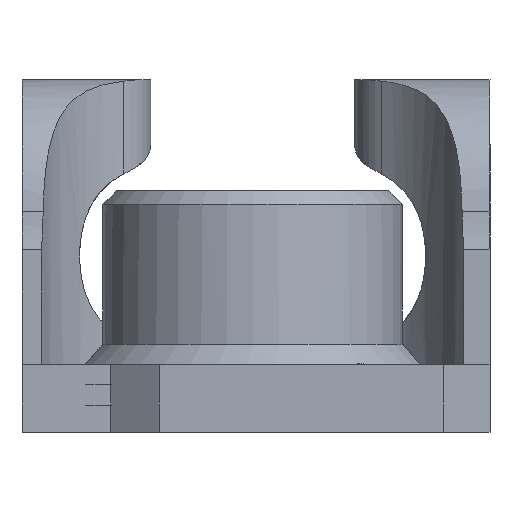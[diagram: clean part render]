
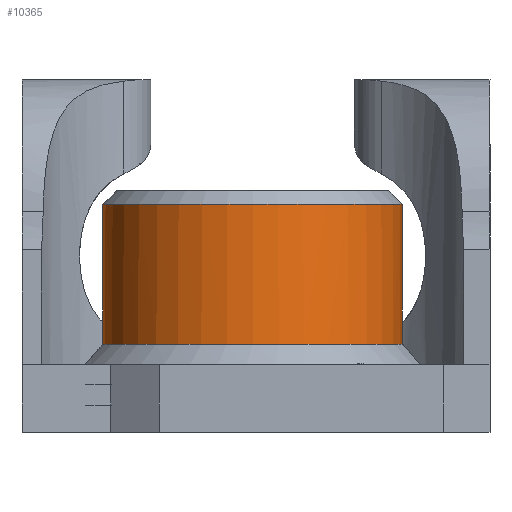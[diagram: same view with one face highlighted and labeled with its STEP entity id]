
A CAD part, left-side view. The second image highlights one B-rep face of the part: STEP entity #10365.
In plain terms, the highlighted cylindrical face has radius 11.05 mm (diameter 22.1 mm), a partial arc.
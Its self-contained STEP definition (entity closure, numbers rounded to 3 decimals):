
#1370=CYLINDRICAL_SURFACE('',#10990,11.05);
#1531=FACE_OUTER_BOUND('',#2125,.T.);
#2125=EDGE_LOOP('',(#7052,#7053,#7054,#7055,#7056,#7057));
#2772=CIRCLE('',#10980,11.05);
#2778=CIRCLE('',#10991,11.05);
#2779=CIRCLE('',#10992,11.05);
#2780=CIRCLE('',#10993,11.05);
#2884=LINE('',#12573,#3564);
#2886=LINE('',#12579,#3566);
#3564=VECTOR('',#11324,10.);
#3566=VECTOR('',#11330,10.);
#4245=VERTEX_POINT('',#12548);
#4248=VERTEX_POINT('',#12553);
#4253=VERTEX_POINT('',#12572);
#4255=VERTEX_POINT('',#12578);
#4256=VERTEX_POINT('',#12580);
#4257=VERTEX_POINT('',#12582);
#5357=EDGE_CURVE('',#4248,#4245,#2772,.T.);
#5366=EDGE_CURVE('',#4245,#4253,#2884,.T.);
#5369=EDGE_CURVE('',#4255,#4248,#2886,.T.);
#5370=EDGE_CURVE('',#4256,#4255,#2778,.T.);
#5371=EDGE_CURVE('',#4257,#4256,#2779,.T.);
#5372=EDGE_CURVE('',#4253,#4257,#2780,.T.);
#7052=ORIENTED_EDGE('',*,*,#5357,.F.);
#7053=ORIENTED_EDGE('',*,*,#5369,.F.);
#7054=ORIENTED_EDGE('',*,*,#5370,.F.);
#7055=ORIENTED_EDGE('',*,*,#5371,.F.);
#7056=ORIENTED_EDGE('',*,*,#5372,.F.);
#7057=ORIENTED_EDGE('',*,*,#5366,.F.);
#10365=ADVANCED_FACE('',(#1531),#1370,.T.);
#10980=AXIS2_PLACEMENT_3D('',#12555,#11302,#11303);
#10990=AXIS2_PLACEMENT_3D('',#12577,#11328,#11329);
#10991=AXIS2_PLACEMENT_3D('',#12581,#11331,#11332);
#10992=AXIS2_PLACEMENT_3D('',#12583,#11333,#11334);
#10993=AXIS2_PLACEMENT_3D('',#12584,#11335,#11336);
#11302=DIRECTION('center_axis',(0.,0.,1.));
#11303=DIRECTION('ref_axis',(-1.,0.,0.));
#11324=DIRECTION('',(0.,0.,-1.));
#11328=DIRECTION('center_axis',(0.,0.,1.));
#11329=DIRECTION('ref_axis',(-1.,0.,0.));
#11330=DIRECTION('',(0.,0.,1.));
#11331=DIRECTION('center_axis',(0.,0.,-1.));
#11332=DIRECTION('ref_axis',(1.,0.,0.));
#11333=DIRECTION('center_axis',(0.,0.,-1.));
#11334=DIRECTION('ref_axis',(-1.,0.,0.));
#11335=DIRECTION('center_axis',(0.,0.,-1.));
#11336=DIRECTION('ref_axis',(1.,0.,0.));
#12548=CARTESIAN_POINT('',(-8.531,-7.386,16.8));
#12553=CARTESIAN_POINT('',(-8.531,7.386,16.8));
#12555=CARTESIAN_POINT('Origin',(-16.75,0.,16.8));
#12572=CARTESIAN_POINT('',(-8.531,-7.386,6.5));
#12573=CARTESIAN_POINT('',(-8.531,-7.386,0.));
#12577=CARTESIAN_POINT('Origin',(-16.75,0.,0.));
#12578=CARTESIAN_POINT('',(-8.531,7.386,6.5));
#12579=CARTESIAN_POINT('',(-8.531,7.386,0.));
#12580=CARTESIAN_POINT('',(-16.75,11.05,6.5));
#12581=CARTESIAN_POINT('Origin',(-16.75,0.,6.5));
#12582=CARTESIAN_POINT('',(-16.75,-11.05,6.5));
#12583=CARTESIAN_POINT('Origin',(-16.75,0.,6.5));
#12584=CARTESIAN_POINT('Origin',(-16.75,0.,6.5));
